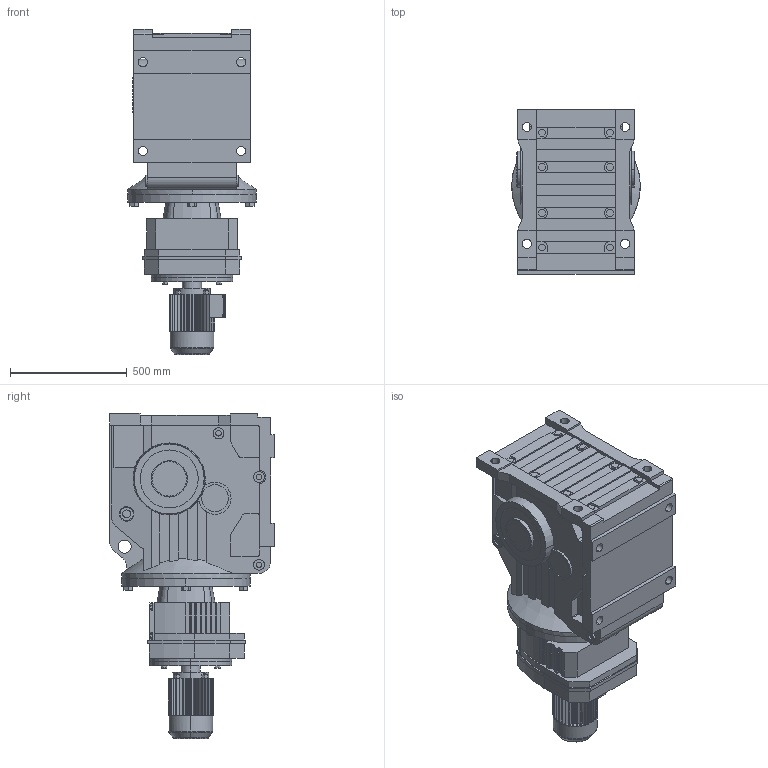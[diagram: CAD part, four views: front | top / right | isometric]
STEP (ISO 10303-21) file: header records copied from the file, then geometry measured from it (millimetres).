
FILE_DESCRIPTION(('Open CASCADE Model'),'2;1');
FILE_NAME('Open CASCADE Shape Model','2019-08-19T16:41:22',('Author'),( 'Open CASCADE'),'Open CASCADE STEP processor 6.3','Open CASCADE 6.3' ,'Unknown');
FILE_SCHEMA(('AUTOMOTIVE_DESIGN_CC2 { 1 2 10303 214 -1 1 5 4 }'));
Length unit declared in the file: millimetre
Products named in the file (5): 1_KCA157BRC107-Y100-A; K37‵157_157.step; 萇儂_350_Y100.step; R_157_107.step; す瑩諾陑粣K_157.step
Assembly tree (4 placements, depth 2):
  1_KCA157BRC107-Y100-A
    K37‵157_157.step
    萇儂_350_Y100.step
    R_157_107.step
    す瑩諾陑粣K_157.step
Bounding box: 550 x 705 x 1391 mm (x, y, z)
Volume: 229376799.1 mm3; surface area: 5226354.5 mm2
Topology: 4 solids, 4 shells, 1154 faces, 3106 edges, 2029 vertices
Faces by surface type: plane 802, cylinder 320, cone 24, torus 8
Entity records: 91120 total; most frequent: CARTESIAN_POINT 32440, DIRECTION 9968, ORIENTED_EDGE 6212, PCURVE 6212, DEFINITIONAL_REPRESENTATION 6212, LINE 5684, VECTOR 5684, EDGE_CURVE 3106
